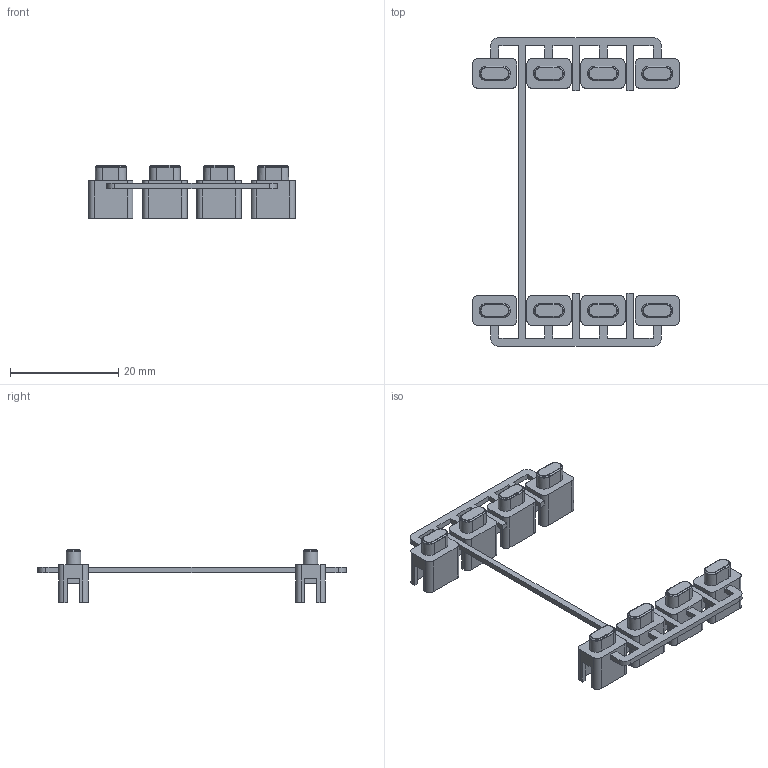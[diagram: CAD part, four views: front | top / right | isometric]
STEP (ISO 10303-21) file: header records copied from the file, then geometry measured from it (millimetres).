
FILE_DESCRIPTION(('FreeCAD Model'),'2;1');
FILE_NAME('Open CASCADE Shape Model','2025-11-03T16:08:51',('FreeCAD'),( 'FreeCAD'),'Open CASCADE STEP processor 7.7','FreeCAD','Unknown');
FILE_SCHEMA(('AUTOMOTIVE_DESIGN { 1 0 10303 214 1 1 1 1 }'));
Length unit declared in the file: millimetre
Products named in the file (1): Open CASCADE STEP translator 7.7 7
Bounding box: 38.2 x 57 x 9.8 mm (x, y, z)
Volume: 1927.1 mm3; surface area: 3881.6 mm2
Topology: 1 solids, 1 shells, 426 faces, 1128 edges, 720 vertices
Faces by surface type: plane 294, cylinder 84, bspline 16, cone 16, torus 16
Entity records: 13394 total; most frequent: CARTESIAN_POINT 2883, ORIENTED_EDGE 2256, DIRECTION 2086, EDGE_CURVE 1128, LINE 912, VECTOR 912, VERTEX_POINT 720, AXIS2_PLACEMENT_3D 587
